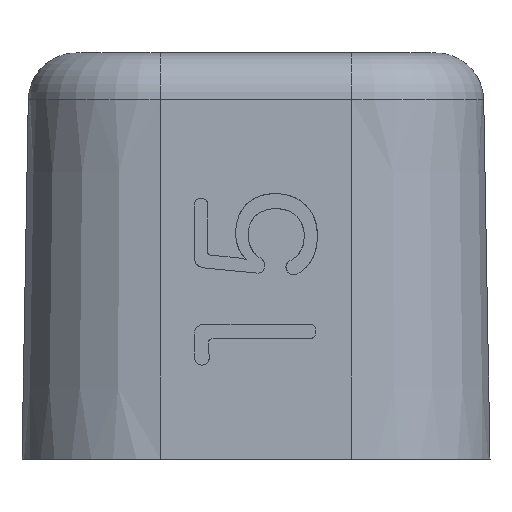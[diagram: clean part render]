
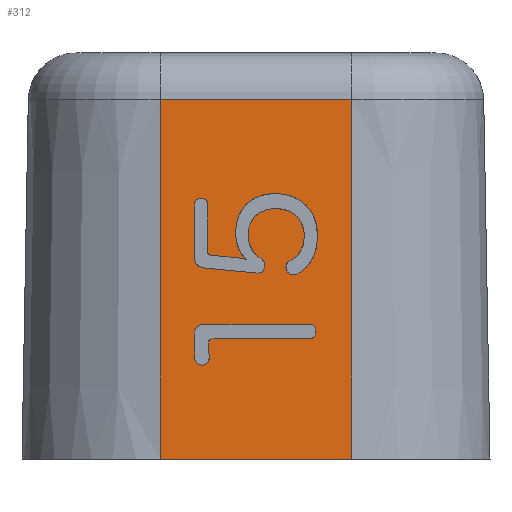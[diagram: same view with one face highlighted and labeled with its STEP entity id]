
A CAD part, left-side view. The second image highlights one B-rep face of the part: STEP entity #312.
In plain terms, the highlighted planar face has unit normal (-1, 0, 0.018).
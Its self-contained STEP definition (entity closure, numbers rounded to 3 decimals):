
#312=ADVANCED_FACE('',(#672),#673,.F.);
#672=FACE_OUTER_BOUND('',#1094,.T.);
#673=PLANE('',#1095);
#1094=EDGE_LOOP('',(#2669,#2670,#2671,#2672));
#1095=AXIS2_PLACEMENT_3D('',#2673,#2674,#2675);
#2669=ORIENTED_EDGE('',*,*,#3102,.T.);
#2670=ORIENTED_EDGE('',*,*,#3108,.T.);
#2671=ORIENTED_EDGE('',*,*,#3304,.F.);
#2672=ORIENTED_EDGE('',*,*,#3282,.T.);
#2673=CARTESIAN_POINT('',(-22.0,-2.0,17.0));
#2674=DIRECTION('',(1.,0.0,-0.017));
#2675=DIRECTION('',(-0.017,0.0,-1.));
#3102=EDGE_CURVE('',#3727,#3725,#3728,.T.);
#3108=EDGE_CURVE('',#3725,#3736,#3738,.F.);
#3282=EDGE_CURVE('',#4019,#3727,#4020,.F.);
#3304=EDGE_CURVE('',#4019,#3736,#4062,.T.);
#3725=VERTEX_POINT('',#5238);
#3727=VERTEX_POINT('',#5240);
#3728=LINE('',#5241,#5242);
#3736=VERTEX_POINT('',#5253);
#3738=LINE('',#5255,#5256);
#4019=VERTEX_POINT('',#5606);
#4020=LINE('',#5607,#5608);
#4062=LINE('',#5660,#5661);
#5238=CARTESIAN_POINT('',(-22.034,3.5,15.035));
#5240=CARTESIAN_POINT('',(-22.297,3.5,0.0));
#5241=CARTESIAN_POINT('',(-22.0,3.5,17.0));
#5242=VECTOR('',#5885,1000.0);
#5253=CARTESIAN_POINT('',(-22.034,11.5,15.035));
#5255=CARTESIAN_POINT('',(-22.034,-2.0,15.035));
#5256=VECTOR('',#5895,1000.0);
#5606=CARTESIAN_POINT('',(-22.297,11.5,0.0));
#5607=CARTESIAN_POINT('',(-22.297,3.5,0.0));
#5608=VECTOR('',#6277,1000.0);
#5660=CARTESIAN_POINT('',(-22.0,11.5,17.0));
#5661=VECTOR('',#6321,1000.0);
#5885=DIRECTION('',(0.017,0.0,1.));
#5895=DIRECTION('',(0.0,-1.0,0.0));
#6277=DIRECTION('',(0.0,1.0,0.0));
#6321=DIRECTION('',(0.017,0.0,1.));
